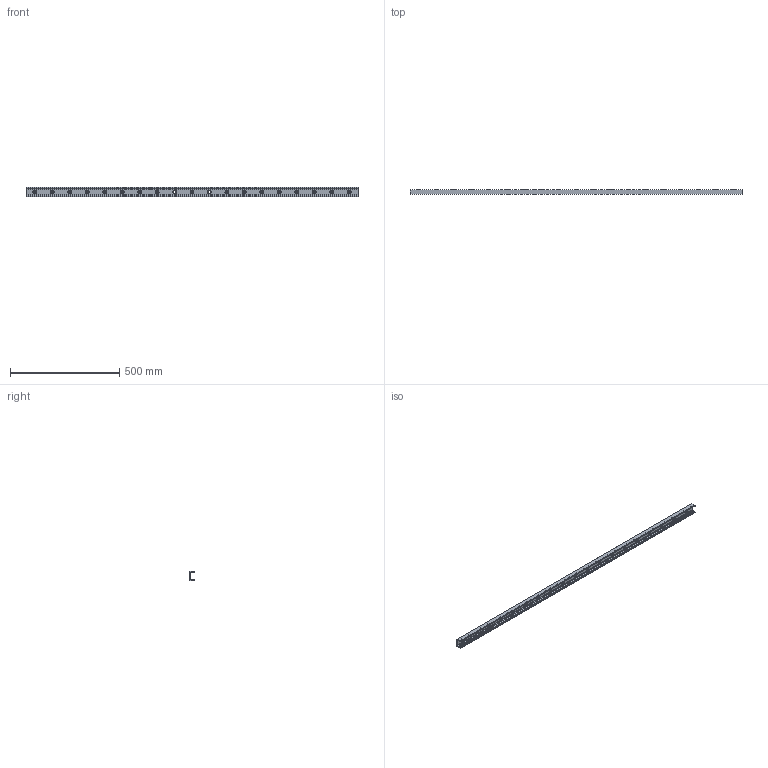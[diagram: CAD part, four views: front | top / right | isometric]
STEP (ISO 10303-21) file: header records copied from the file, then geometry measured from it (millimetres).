
FILE_DESCRIPTION((''),'2;1');
FILE_NAME('LCX 43-1520.C.stp','2016-04-28T09:28:17',('MRathmann'),(''),'Autodesk Inventor 2012','Autodesk Inventor 2012','');
FILE_SCHEMA(('CONFIG_CONTROL_DESIGN'));
Length unit declared in the file: millimetre
Products named in the file (1): LCX 43-1520.C
Bounding box: 1520 x 21 x 43 mm (x, y, z)
Volume: 513016.8 mm3; surface area: 243851.8 mm2
Topology: 1 solids, 1 shells, 85 faces, 211 edges, 147 vertices
Faces by surface type: cylinder 51, plane 34
Full cylindrical faces by diameter (mm): 10.5 x19, 18 x19
Entity records: 2340 total; most frequent: DIRECTION 428, CARTESIAN_POINT 368, ORIENTED_EDGE 308, AXIS2_PLACEMENT_3D 188, EDGE_LOOP 180, EDGE_CURVE 154, VERTEX_POINT 128, CIRCLE 102
